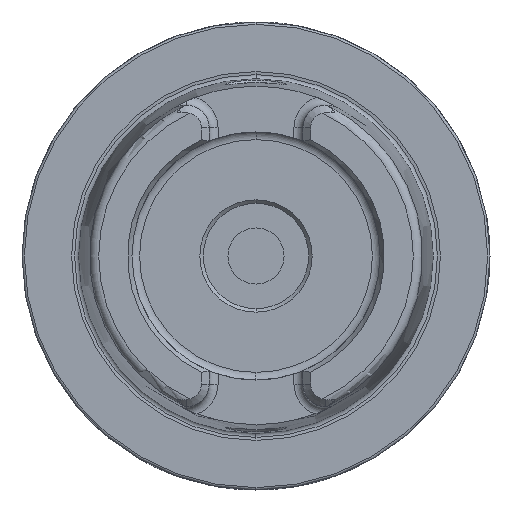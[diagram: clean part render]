
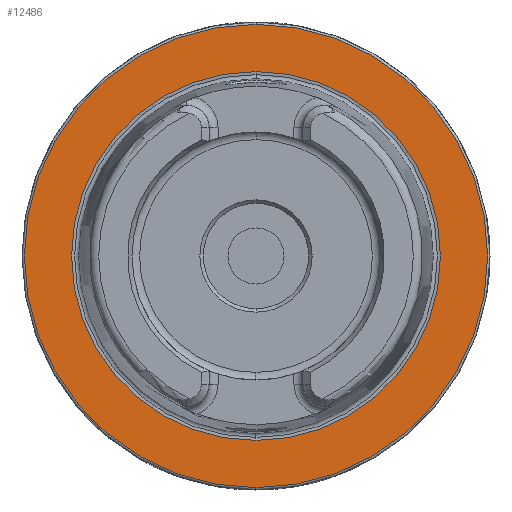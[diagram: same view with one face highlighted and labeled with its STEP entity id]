
A CAD part, left-side view. The second image highlights one B-rep face of the part: STEP entity #12486.
In plain terms, the highlighted planar face has unit normal (-1, 0, 0).
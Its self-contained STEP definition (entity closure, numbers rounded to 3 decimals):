
#151 = CARTESIAN_POINT ( 'NONE',  ( 0., 0., -49.5 ) ) ;
#159 = CARTESIAN_POINT ( 'NONE',  ( 0., 0., 49.5 ) ) ;
#181 = CARTESIAN_POINT ( 'NONE',  ( 0., 0., 39.405 ) ) ;
#734 = VERTEX_POINT ( 'NONE', #2678 ) ;
#856 = CIRCLE ( 'NONE', #907, 49.5 ) ;
#907 = AXIS2_PLACEMENT_3D ( 'NONE', #7778, #7779, #7780 ) ;
#1297 = CIRCLE ( 'NONE', #1300, 39.405 ) ;
#1299 = CIRCLE ( 'NONE', #1302, 49.5 ) ;
#1300 = AXIS2_PLACEMENT_3D ( 'NONE', #3045, #3046, #3047 ) ;
#1302 = AXIS2_PLACEMENT_3D ( 'NONE', #3048, #3049, #3050 ) ;
#2059 = EDGE_CURVE ( 'NONE', #734, #5703, #4277, .T. ) ;
#2116 = EDGE_CURVE ( 'NONE', #5681, #5673, #856, .T. ) ;
#2678 = CARTESIAN_POINT ( 'NONE',  ( 0., 0., -39.405 ) ) ;
#3045 = CARTESIAN_POINT ( 'NONE',  ( 0., 0., 0. ) ) ;
#3046 = DIRECTION ( 'NONE',  ( -1., 0., 0. ) ) ;
#3047 = DIRECTION ( 'NONE',  ( 0., 0., 1. ) ) ;
#3048 = CARTESIAN_POINT ( 'NONE',  ( 0., 0., 0. ) ) ;
#3049 = DIRECTION ( 'NONE',  ( -1., 0., 0. ) ) ;
#3050 = DIRECTION ( 'NONE',  ( 0., 0., 1. ) ) ;
#4086 = EDGE_CURVE ( 'NONE', #5703, #734, #1297, .T. ) ;
#4087 = EDGE_CURVE ( 'NONE', #5673, #5681, #1299, .T. ) ;
#4275 = AXIS2_PLACEMENT_3D ( 'NONE', #7590, #7591, #7592 ) ;
#4277 = CIRCLE ( 'NONE', #4275, 39.405 ) ;
#5673 = VERTEX_POINT ( 'NONE', #151 ) ;
#5681 = VERTEX_POINT ( 'NONE', #159 ) ;
#5703 = VERTEX_POINT ( 'NONE', #181 ) ;
#7020 = AXIS2_PLACEMENT_3D ( 'NONE', #9515, #9492, #9528 ) ;
#7590 = CARTESIAN_POINT ( 'NONE',  ( 0., 0., 0. ) ) ;
#7591 = DIRECTION ( 'NONE',  ( -1., 0., 0. ) ) ;
#7592 = DIRECTION ( 'NONE',  ( 0., 0., 1. ) ) ;
#7778 = CARTESIAN_POINT ( 'NONE',  ( 0., 0., 0. ) ) ;
#7779 = DIRECTION ( 'NONE',  ( -1., 0., 0. ) ) ;
#7780 = DIRECTION ( 'NONE',  ( 0., 0., 1. ) ) ;
#9492 = DIRECTION ( 'NONE',  ( 1., 0., 0. ) ) ;
#9515 = CARTESIAN_POINT ( 'NONE',  ( 0., 49.5, 0. ) ) ;
#9517 = FACE_BOUND ( 'NONE', #12120, .T. ) ;
#9521 = FACE_OUTER_BOUND ( 'NONE', #11933, .T. ) ;
#9524 = PLANE ( 'NONE',  #7020 ) ;
#9528 = DIRECTION ( 'NONE',  ( 0., 0., -1. ) ) ;
#11080 = ORIENTED_EDGE ( 'NONE', *, *, #2059, .F. ) ;
#11081 = ORIENTED_EDGE ( 'NONE', *, *, #2116, .T. ) ;
#11082 = ORIENTED_EDGE ( 'NONE', *, *, #4087, .T. ) ;
#11101 = ORIENTED_EDGE ( 'NONE', *, *, #4086, .F. ) ;
#11933 = EDGE_LOOP ( 'NONE', ( #11081, #11082 ) ) ;
#12120 = EDGE_LOOP ( 'NONE', ( #11101, #11080 ) ) ;
#12486 = ADVANCED_FACE ( 'NONE', ( #9517, #9521 ), #9524, .F. ) ;
